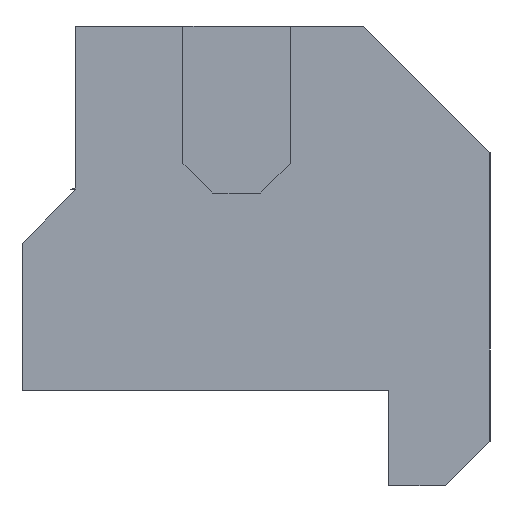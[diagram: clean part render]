
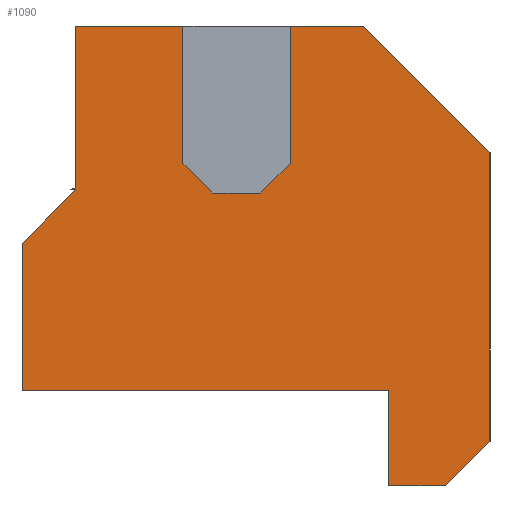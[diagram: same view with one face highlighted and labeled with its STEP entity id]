
A CAD part, left-side view. The second image highlights one B-rep face of the part: STEP entity #1090.
In plain terms, the highlighted planar face has unit normal (-1, 0, 0).
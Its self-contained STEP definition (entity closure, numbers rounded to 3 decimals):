
#86=FACE_OUTER_BOUND('',#140,.T.);
#140=EDGE_LOOP('',(#971,#972,#973,#974,#975,#976,#977,#978,#979,#980,#981,
#982,#983,#984,#985,#986,#987,#988));
#197=LINE('',#1575,#339);
#209=LINE('',#1598,#351);
#212=LINE('',#1603,#354);
#214=LINE('',#1607,#356);
#216=LINE('',#1611,#358);
#217=LINE('',#1613,#359);
#220=LINE('',#1621,#362);
#224=LINE('',#1628,#366);
#227=LINE('',#1636,#369);
#232=LINE('',#1645,#374);
#252=LINE('',#1685,#394);
#271=LINE('',#1724,#413);
#273=LINE('',#1727,#415);
#274=LINE('',#1729,#416);
#276=LINE('',#1733,#418);
#278=LINE('',#1737,#420);
#280=LINE('',#1741,#422);
#282=LINE('',#1744,#424);
#339=VECTOR('',#1281,10.);
#351=VECTOR('',#1297,10.);
#354=VECTOR('',#1302,10.);
#356=VECTOR('',#1306,10.);
#358=VECTOR('',#1310,10.);
#359=VECTOR('',#1313,10.);
#362=VECTOR('',#1318,10.);
#366=VECTOR('',#1324,10.);
#369=VECTOR('',#1329,10.);
#374=VECTOR('',#1338,10.);
#394=VECTOR('',#1374,10.);
#413=VECTOR('',#1411,10.);
#415=VECTOR('',#1415,10.);
#416=VECTOR('',#1416,10.);
#418=VECTOR('',#1420,10.);
#420=VECTOR('',#1424,10.);
#422=VECTOR('',#1428,10.);
#424=VECTOR('',#1432,10.);
#474=VERTEX_POINT('',#1572);
#475=VERTEX_POINT('',#1574);
#483=VERTEX_POINT('',#1595);
#484=VERTEX_POINT('',#1597);
#485=VERTEX_POINT('',#1601);
#486=VERTEX_POINT('',#1605);
#487=VERTEX_POINT('',#1609);
#490=VERTEX_POINT('',#1618);
#491=VERTEX_POINT('',#1620);
#493=VERTEX_POINT('',#1626);
#496=VERTEX_POINT('',#1633);
#497=VERTEX_POINT('',#1635);
#499=VERTEX_POINT('',#1644);
#522=VERTEX_POINT('',#1723);
#523=VERTEX_POINT('',#1728);
#524=VERTEX_POINT('',#1732);
#525=VERTEX_POINT('',#1736);
#526=VERTEX_POINT('',#1740);
#595=EDGE_CURVE('',#475,#474,#197,.F.);
#607=EDGE_CURVE('',#483,#484,#209,.T.);
#610=EDGE_CURVE('',#485,#483,#212,.T.);
#612=EDGE_CURVE('',#486,#485,#214,.T.);
#614=EDGE_CURVE('',#487,#486,#216,.T.);
#615=EDGE_CURVE('',#475,#487,#217,.T.);
#618=EDGE_CURVE('',#490,#491,#220,.T.);
#622=EDGE_CURVE('',#490,#493,#224,.F.);
#625=EDGE_CURVE('',#496,#497,#227,.T.);
#630=EDGE_CURVE('',#499,#497,#232,.F.);
#650=EDGE_CURVE('',#496,#491,#252,.F.);
#669=EDGE_CURVE('',#522,#484,#271,.F.);
#671=EDGE_CURVE('',#493,#522,#273,.F.);
#672=EDGE_CURVE('',#523,#499,#274,.F.);
#674=EDGE_CURVE('',#524,#523,#276,.F.);
#676=EDGE_CURVE('',#525,#524,#278,.F.);
#678=EDGE_CURVE('',#526,#525,#280,.F.);
#680=EDGE_CURVE('',#474,#526,#282,.F.);
#971=ORIENTED_EDGE('',*,*,#622,.T.);
#972=ORIENTED_EDGE('',*,*,#671,.T.);
#973=ORIENTED_EDGE('',*,*,#669,.T.);
#974=ORIENTED_EDGE('',*,*,#607,.F.);
#975=ORIENTED_EDGE('',*,*,#610,.F.);
#976=ORIENTED_EDGE('',*,*,#612,.F.);
#977=ORIENTED_EDGE('',*,*,#614,.F.);
#978=ORIENTED_EDGE('',*,*,#615,.F.);
#979=ORIENTED_EDGE('',*,*,#595,.T.);
#980=ORIENTED_EDGE('',*,*,#680,.T.);
#981=ORIENTED_EDGE('',*,*,#678,.T.);
#982=ORIENTED_EDGE('',*,*,#676,.T.);
#983=ORIENTED_EDGE('',*,*,#674,.T.);
#984=ORIENTED_EDGE('',*,*,#672,.T.);
#985=ORIENTED_EDGE('',*,*,#630,.T.);
#986=ORIENTED_EDGE('',*,*,#625,.F.);
#987=ORIENTED_EDGE('',*,*,#650,.T.);
#988=ORIENTED_EDGE('',*,*,#618,.F.);
#1036=PLANE('',#1158);
#1090=ADVANCED_FACE('',(#86),#1036,.F.);
#1158=AXIS2_PLACEMENT_3D('',#1745,#1433,#1434);
#1281=DIRECTION('',(0.,0.,1.));
#1297=DIRECTION('',(0.,-0.94,0.342));
#1302=DIRECTION('',(0.,1.,0.));
#1306=DIRECTION('',(0.,-0.707,0.707));
#1310=DIRECTION('',(0.,0.,1.));
#1313=DIRECTION('',(0.,1.,0.));
#1318=DIRECTION('',(0.,-0.707,-0.707));
#1324=DIRECTION('',(0.,0.,-1.));
#1329=DIRECTION('',(0.,-0.707,0.707));
#1338=DIRECTION('',(0.,0.,1.));
#1374=DIRECTION('',(0.,-1.,0.));
#1411=DIRECTION('',(0.,0.,1.));
#1415=DIRECTION('',(0.,-1.,0.));
#1416=DIRECTION('',(0.,-1.,0.));
#1420=DIRECTION('',(0.,-0.707,-0.707));
#1424=DIRECTION('',(0.,0.,-1.));
#1428=DIRECTION('',(0.,0.707,-0.707));
#1432=DIRECTION('',(0.,1.,0.));
#1433=DIRECTION('center_axis',(1.,0.,0.));
#1434=DIRECTION('ref_axis',(0.,0.,-1.));
#1572=CARTESIAN_POINT('',(-30.151,-32.95,-12.4));
#1574=CARTESIAN_POINT('',(-30.151,-32.95,-10.8));
#1575=CARTESIAN_POINT('',(-30.151,-32.95,-10.381));
#1595=CARTESIAN_POINT('',(-30.151,-27.608,-7.43));
#1597=CARTESIAN_POINT('',(-30.151,-27.7,-7.396));
#1598=CARTESIAN_POINT('',(-30.151,-28.609,-7.066));
#1601=CARTESIAN_POINT('',(-30.151,-27.7,-7.43));
#1603=CARTESIAN_POINT('',(-30.151,-28.966,-7.43));
#1605=CARTESIAN_POINT('',(-30.151,-26.8,-8.33));
#1607=CARTESIAN_POINT('',(-30.151,-27.976,-7.154));
#1609=CARTESIAN_POINT('',(-30.151,-26.8,-10.8));
#1611=CARTESIAN_POINT('',(-30.151,-26.8,-8.641));
#1613=CARTESIAN_POINT('',(-30.151,-28.563,-10.8));
#1618=CARTESIAN_POINT('',(-30.151,-29.5,-6.987));
#1620=CARTESIAN_POINT('',(-30.151,-30.,-7.487));
#1621=CARTESIAN_POINT('',(-30.151,-30.433,-7.92));
#1626=CARTESIAN_POINT('',(-30.151,-29.5,-4.687));
#1628=CARTESIAN_POINT('',(-30.151,-29.5,-6.615));
#1633=CARTESIAN_POINT('',(-30.151,-30.8,-7.487));
#1635=CARTESIAN_POINT('',(-30.151,-31.3,-6.987));
#1636=CARTESIAN_POINT('',(-30.151,-30.755,-7.532));
#1644=CARTESIAN_POINT('',(-30.151,-31.3,-4.687));
#1645=CARTESIAN_POINT('',(-30.151,-31.3,-6.615));
#1685=CARTESIAN_POINT('',(-30.151,-30.788,-7.487));
#1723=CARTESIAN_POINT('',(-30.151,-27.7,-4.687));
#1724=CARTESIAN_POINT('',(-30.151,-27.7,-6.615));
#1727=CARTESIAN_POINT('',(-30.151,-31.852,-4.687));
#1728=CARTESIAN_POINT('',(-30.151,-32.529,-4.687));
#1729=CARTESIAN_POINT('',(-30.151,-31.852,-4.687));
#1732=CARTESIAN_POINT('',(-30.151,-34.65,-6.808));
#1733=CARTESIAN_POINT('',(-30.151,-34.215,-6.373));
#1736=CARTESIAN_POINT('',(-30.151,-34.65,-11.65));
#1737=CARTESIAN_POINT('',(-30.151,-34.65,-10.097));
#1740=CARTESIAN_POINT('',(-30.151,-33.9,-12.4));
#1741=CARTESIAN_POINT('',(-30.151,-34.183,-12.117));
#1744=CARTESIAN_POINT('',(-30.151,-32.063,-12.4));
#1745=CARTESIAN_POINT('Origin',(-30.151,-31.175,-8.543));
